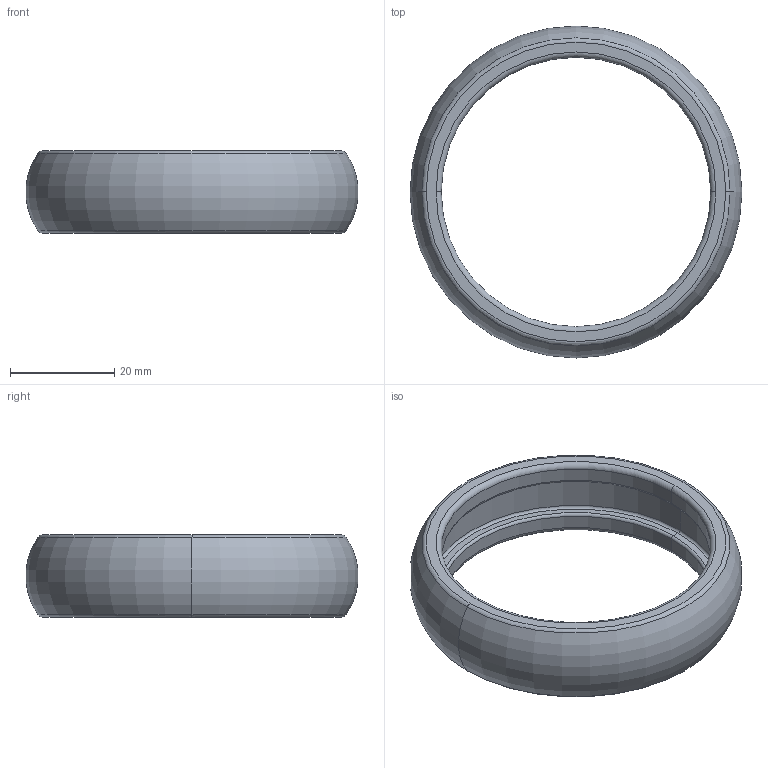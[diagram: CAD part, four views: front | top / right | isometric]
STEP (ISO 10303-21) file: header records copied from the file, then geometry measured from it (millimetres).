
FILE_DESCRIPTION (( 'STEP AP214' ), '1' );
FILE_NAME ('Tire 90T B嫖芛寡蝶謫怚.step', '2016-10-28T04:19:33', ( 'dell' ), ( '' ), 'SwSTEP 2.0', 'SolidWorks 2013', '' );
FILE_SCHEMA (( 'AUTOMOTIVE_DESIGN' ));
Length unit declared in the file: millimetre
Products named in the file (1): Tire 90T B嫖芛寡蝶謫怚
Bounding box: 63.81 x 63.81 x 15.78 mm (x, y, z)
Volume: 11565.3 mm3; surface area: 7714.4 mm2
Topology: 1 solids, 1 shells, 30 faces, 60 edges, 32 vertices
Faces by surface type: torus 18, cylinder 6, cone 4, plane 2
Entity records: 820 total; most frequent: DIRECTION 172, CARTESIAN_POINT 123, ORIENTED_EDGE 120, AXIS2_PLACEMENT_3D 81, EDGE_CURVE 60, CIRCLE 50, VERTEX_POINT 32, EDGE_LOOP 32
